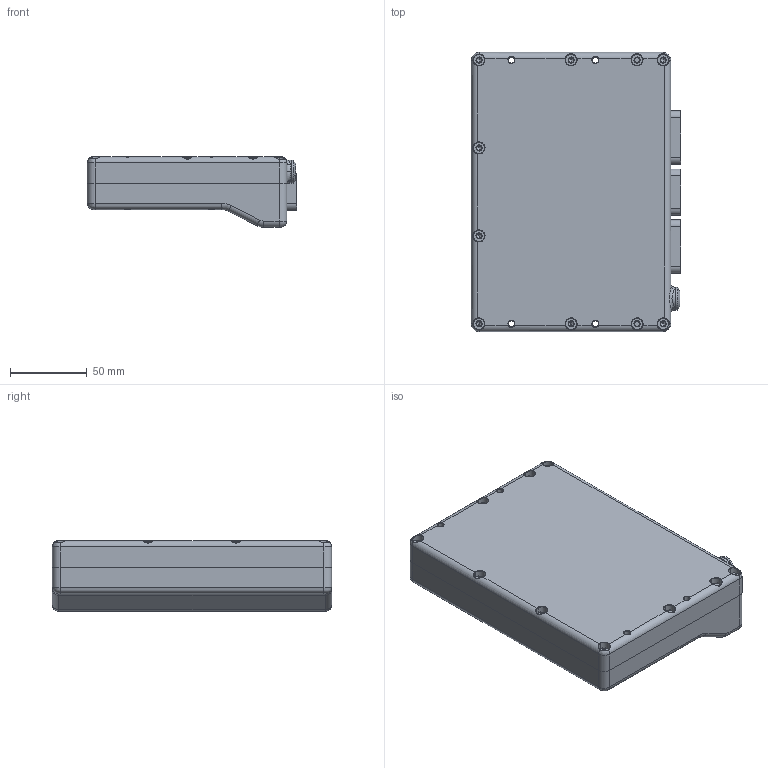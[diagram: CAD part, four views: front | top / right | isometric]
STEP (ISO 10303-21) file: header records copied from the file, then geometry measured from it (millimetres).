
FILE_DESCRIPTION (( 'STEP AP203' ), '1' );
FILE_NAME ('Syvecs_S7.STEP', '2021-05-20T06:59:50', ( '' ), ( '' ), 'SwSTEP 2.0', 'SolidWorks 2020', '' );
FILE_SCHEMA (( 'CONFIG_CONTROL_DESIGN' ));
Length unit declared in the file: inch
Products named in the file (9): syvecs large; Syvecs assembly; Syvecs_S7; Part7^S7 plus Assem1; syvecs small; Ecu Case Remodel Bottom; 1mm X 11mm  O-Ring; Ecu Case Remodel TopSLDPRT; Syvecs Case M12X1 ORB Bung
Assembly tree (7 placements, depth 3):
  Syvecs_S7
    Syvecs assembly
      syvecs large
      syvecs small
    Syvecs Case M12X1 ORB Bung
    Ecu Case Remodel Bottom
    Ecu Case Remodel TopSLDPRT
    1mm X 11mm  O-Ring
  Part7^S7 plus Assem1
Bounding box: 136.42 x 182 x 46 mm (x, y, z)
Volume: 347986.4 mm3; surface area: 231586.4 mm2
Topology: 6 solids, 6 shells, 1113 faces, 2849 edges, 1719 vertices
Faces by surface type: cylinder 363, plane 290, cone 243, torus 122, sphere 50, bspline 45
Entity records: 43363 total; most frequent: CARTESIAN_POINT 15613, DIRECTION 5998, ORIENTED_EDGE 5430, EDGE_CURVE 2715, AXIS2_PLACEMENT_3D 2358, VERTEX_POINT 1669, LINE 1282, VECTOR 1282
